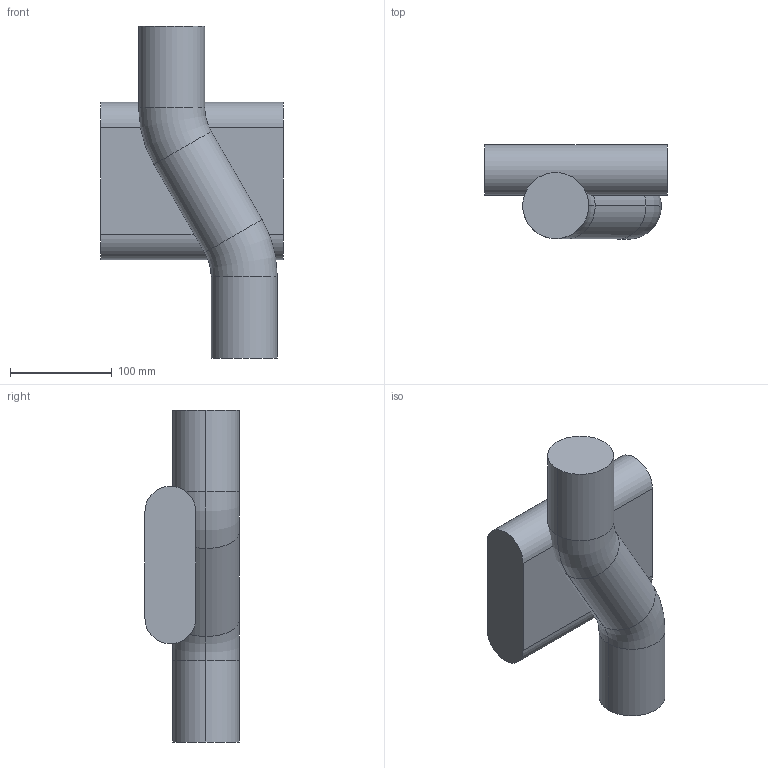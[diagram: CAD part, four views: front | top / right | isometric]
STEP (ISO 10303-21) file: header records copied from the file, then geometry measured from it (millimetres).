
FILE_DESCRIPTION (( 'STEP AP214' ), '1' );
FILE_NAME ('Versuch Rohr.STEP', '2016-03-08T19:00:10', ( '' ), ( '' ), 'SwSTEP 2.0', 'SolidWorks 2015', '' );
FILE_SCHEMA (( 'AUTOMOTIVE_DESIGN' ));
Length unit declared in the file: millimetre
Products named in the file (1): Versuch Rohr
Bounding box: 180 x 92.5 x 326.6 mm (x, y, z)
Volume: 2439182.9 mm3; surface area: 157338.2 mm2
Topology: 2 solids, 2 shells, 19 faces, 37 edges, 22 vertices
Faces by surface type: cylinder 9, plane 6, torus 4
Entity records: 609 total; most frequent: DIRECTION 99, CARTESIAN_POINT 79, ORIENTED_EDGE 74, AXIS2_PLACEMENT_3D 42, EDGE_CURVE 37, VERTEX_POINT 22, CIRCLE 22, ADVANCED_FACE 19
